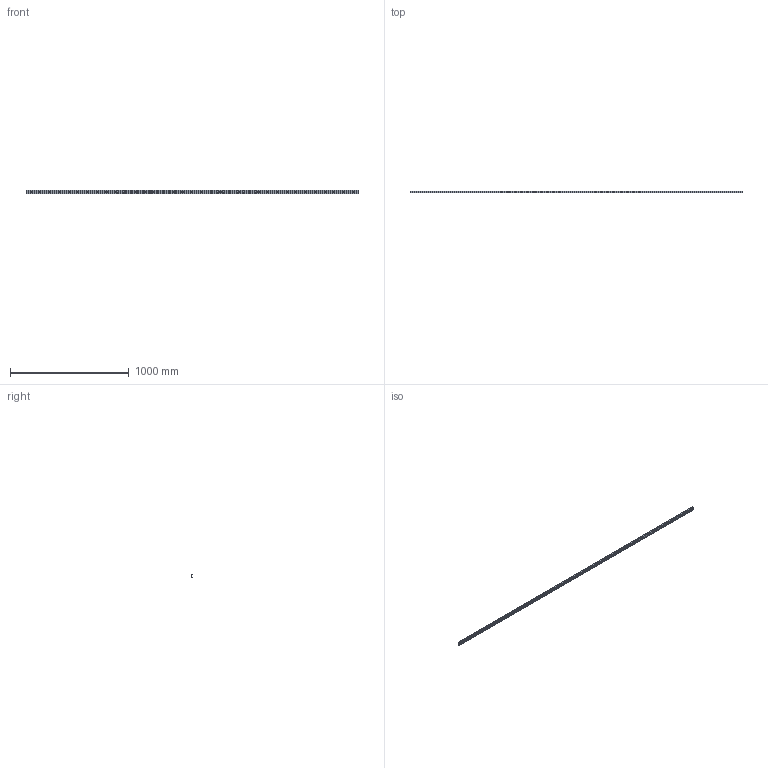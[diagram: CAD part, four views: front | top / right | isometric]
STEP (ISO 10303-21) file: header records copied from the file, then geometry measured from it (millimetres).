
FILE_DESCRIPTION((''),'2;1');
FILE_NAME('LCX 28H-2800.C.stp','2016-04-28T08:35:36',('MRathmann'),(''),'Autodesk Inventor 2012','Autodesk Inventor 2012','');
FILE_SCHEMA(('CONFIG_CONTROL_DESIGN'));
Length unit declared in the file: millimetre
Products named in the file (1): LCX 28H-2800.C
Bounding box: 2800 x 12.3 x 28 mm (x, y, z)
Volume: 452732.4 mm3; surface area: 271352.3 mm2
Topology: 1 solids, 1 shells, 129 faces, 311 edges, 219 vertices
Faces by surface type: cylinder 81, plane 48
Full cylindrical faces by diameter (mm): 6.4 x35, 11 x35
Entity records: 3388 total; most frequent: DIRECTION 628, CARTESIAN_POINT 520, ORIENTED_EDGE 412, EDGE_LOOP 304, AXIS2_PLACEMENT_3D 292, EDGE_CURVE 206, VERTEX_POINT 184, FACE_BOUND 175
